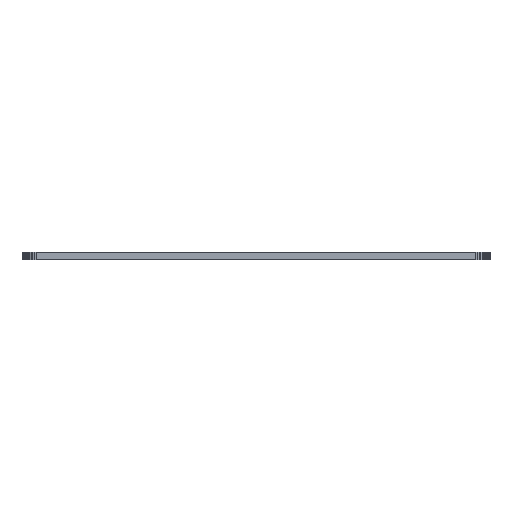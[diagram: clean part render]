
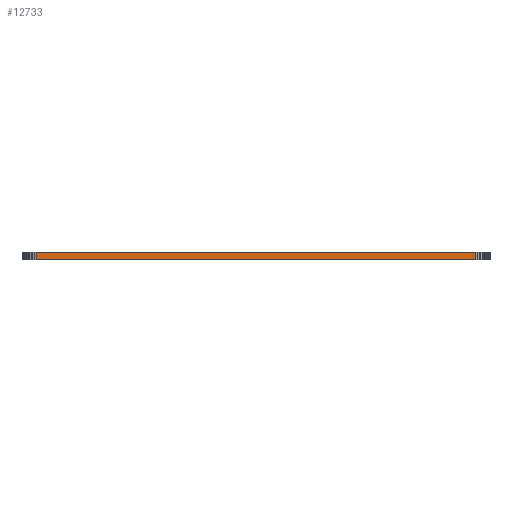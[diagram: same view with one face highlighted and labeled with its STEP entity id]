
A CAD part, left-side view. The second image highlights one B-rep face of the part: STEP entity #12733.
In plain terms, the highlighted planar face has unit normal (-1, 0, 0).
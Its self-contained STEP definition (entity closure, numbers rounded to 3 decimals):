
#90 = PLANE('',#91);
#91 = AXIS2_PLACEMENT_3D('',#92,#93,#94);
#92 = CARTESIAN_POINT('',(151.765,-84.455,1.58));
#93 = DIRECTION('',(-0.,-0.,-1.));
#94 = DIRECTION('',(-1.,0.,0.));
#144 = PLANE('',#145);
#145 = AXIS2_PLACEMENT_3D('',#146,#147,#148);
#146 = CARTESIAN_POINT('',(151.765,-84.455,0.));
#147 = DIRECTION('',(-0.,-0.,-1.));
#148 = DIRECTION('',(-1.,0.,0.));
#1429 = VERTEX_POINT('',#1430);
#1430 = CARTESIAN_POINT('',(110.49,-133.985,0.));
#1444 = PLANE('',#1445);
#1445 = AXIS2_PLACEMENT_3D('',#1446,#1447,#1448);
#1446 = CARTESIAN_POINT('',(110.51,-134.34,0.));
#1447 = DIRECTION('',(-0.998,-0.056,0.));
#1448 = DIRECTION('',(-0.056,0.998,0.));
#1456 = EDGE_CURVE('',#1429,#1457,#1459,.T.);
#1457 = VERTEX_POINT('',#1458);
#1458 = CARTESIAN_POINT('',(110.49,-34.925,0.));
#1459 = SURFACE_CURVE('',#1460,(#1464,#1471),.PCURVE_S1.);
#1460 = LINE('',#1461,#1462);
#1461 = CARTESIAN_POINT('',(110.49,-133.985,0.));
#1462 = VECTOR('',#1463,1.);
#1463 = DIRECTION('',(0.,1.,0.));
#1464 = PCURVE('',#144,#1465);
#1465 = DEFINITIONAL_REPRESENTATION('',(#1466),#1470);
#1466 = LINE('',#1467,#1468);
#1467 = CARTESIAN_POINT('',(41.275,-49.53));
#1468 = VECTOR('',#1469,1.);
#1469 = DIRECTION('',(0.,1.));
#1470 = ( GEOMETRIC_REPRESENTATION_CONTEXT(2) 
PARAMETRIC_REPRESENTATION_CONTEXT() REPRESENTATION_CONTEXT('2D SPACE',''
  ) );
#1471 = PCURVE('',#1472,#1477);
#1472 = PLANE('',#1473);
#1473 = AXIS2_PLACEMENT_3D('',#1474,#1475,#1476);
#1474 = CARTESIAN_POINT('',(110.49,-133.985,0.));
#1475 = DIRECTION('',(-1.,0.,0.));
#1476 = DIRECTION('',(0.,1.,0.));
#1477 = DEFINITIONAL_REPRESENTATION('',(#1478),#1482);
#1478 = LINE('',#1479,#1480);
#1479 = CARTESIAN_POINT('',(0.,0.));
#1480 = VECTOR('',#1481,1.);
#1481 = DIRECTION('',(1.,0.));
#1482 = ( GEOMETRIC_REPRESENTATION_CONTEXT(2) 
PARAMETRIC_REPRESENTATION_CONTEXT() REPRESENTATION_CONTEXT('2D SPACE',''
  ) );
#1500 = PLANE('',#1501);
#1501 = AXIS2_PLACEMENT_3D('',#1502,#1503,#1504);
#1502 = CARTESIAN_POINT('',(110.49,-34.925,0.));
#1503 = DIRECTION('',(-0.998,0.056,0.));
#1504 = DIRECTION('',(0.056,0.998,0.));
#7557 = VERTEX_POINT('',#7558);
#7558 = CARTESIAN_POINT('',(110.49,-133.985,1.58));
#7579 = EDGE_CURVE('',#7557,#7580,#7582,.T.);
#7580 = VERTEX_POINT('',#7581);
#7581 = CARTESIAN_POINT('',(110.49,-34.925,1.58));
#7582 = SURFACE_CURVE('',#7583,(#7587,#7594),.PCURVE_S1.);
#7583 = LINE('',#7584,#7585);
#7584 = CARTESIAN_POINT('',(110.49,-133.985,1.58));
#7585 = VECTOR('',#7586,1.);
#7586 = DIRECTION('',(0.,1.,0.));
#7587 = PCURVE('',#90,#7588);
#7588 = DEFINITIONAL_REPRESENTATION('',(#7589),#7593);
#7589 = LINE('',#7590,#7591);
#7590 = CARTESIAN_POINT('',(41.275,-49.53));
#7591 = VECTOR('',#7592,1.);
#7592 = DIRECTION('',(0.,1.));
#7593 = ( GEOMETRIC_REPRESENTATION_CONTEXT(2) 
PARAMETRIC_REPRESENTATION_CONTEXT() REPRESENTATION_CONTEXT('2D SPACE',''
  ) );
#7594 = PCURVE('',#1472,#7595);
#7595 = DEFINITIONAL_REPRESENTATION('',(#7596),#7600);
#7596 = LINE('',#7597,#7598);
#7597 = CARTESIAN_POINT('',(0.,-1.58));
#7598 = VECTOR('',#7599,1.);
#7599 = DIRECTION('',(1.,0.));
#7600 = ( GEOMETRIC_REPRESENTATION_CONTEXT(2) 
PARAMETRIC_REPRESENTATION_CONTEXT() REPRESENTATION_CONTEXT('2D SPACE',''
  ) );
#12683 = EDGE_CURVE('',#1457,#7580,#12684,.T.);
#12684 = SURFACE_CURVE('',#12685,(#12689,#12696),.PCURVE_S1.);
#12685 = LINE('',#12686,#12687);
#12686 = CARTESIAN_POINT('',(110.49,-34.925,0.));
#12687 = VECTOR('',#12688,1.);
#12688 = DIRECTION('',(0.,0.,1.));
#12689 = PCURVE('',#1500,#12690);
#12690 = DEFINITIONAL_REPRESENTATION('',(#12691),#12695);
#12691 = LINE('',#12692,#12693);
#12692 = CARTESIAN_POINT('',(0.,0.));
#12693 = VECTOR('',#12694,1.);
#12694 = DIRECTION('',(0.,-1.));
#12695 = ( GEOMETRIC_REPRESENTATION_CONTEXT(2) 
PARAMETRIC_REPRESENTATION_CONTEXT() REPRESENTATION_CONTEXT('2D SPACE',''
  ) );
#12696 = PCURVE('',#1472,#12697);
#12697 = DEFINITIONAL_REPRESENTATION('',(#12698),#12702);
#12698 = LINE('',#12699,#12700);
#12699 = CARTESIAN_POINT('',(99.06,0.));
#12700 = VECTOR('',#12701,1.);
#12701 = DIRECTION('',(0.,-1.));
#12702 = ( GEOMETRIC_REPRESENTATION_CONTEXT(2) 
PARAMETRIC_REPRESENTATION_CONTEXT() REPRESENTATION_CONTEXT('2D SPACE',''
  ) );
#12733 = ADVANCED_FACE('',(#12734),#1472,.T.);
#12734 = FACE_BOUND('',#12735,.T.);
#12735 = EDGE_LOOP('',(#12736,#12757,#12758,#12759));
#12736 = ORIENTED_EDGE('',*,*,#12737,.T.);
#12737 = EDGE_CURVE('',#1429,#7557,#12738,.T.);
#12738 = SURFACE_CURVE('',#12739,(#12743,#12750),.PCURVE_S1.);
#12739 = LINE('',#12740,#12741);
#12740 = CARTESIAN_POINT('',(110.49,-133.985,0.));
#12741 = VECTOR('',#12742,1.);
#12742 = DIRECTION('',(0.,0.,1.));
#12743 = PCURVE('',#1472,#12744);
#12744 = DEFINITIONAL_REPRESENTATION('',(#12745),#12749);
#12745 = LINE('',#12746,#12747);
#12746 = CARTESIAN_POINT('',(0.,0.));
#12747 = VECTOR('',#12748,1.);
#12748 = DIRECTION('',(0.,-1.));
#12749 = ( GEOMETRIC_REPRESENTATION_CONTEXT(2) 
PARAMETRIC_REPRESENTATION_CONTEXT() REPRESENTATION_CONTEXT('2D SPACE',''
  ) );
#12750 = PCURVE('',#1444,#12751);
#12751 = DEFINITIONAL_REPRESENTATION('',(#12752),#12756);
#12752 = LINE('',#12753,#12754);
#12753 = CARTESIAN_POINT('',(0.356,0.));
#12754 = VECTOR('',#12755,1.);
#12755 = DIRECTION('',(0.,-1.));
#12756 = ( GEOMETRIC_REPRESENTATION_CONTEXT(2) 
PARAMETRIC_REPRESENTATION_CONTEXT() REPRESENTATION_CONTEXT('2D SPACE',''
  ) );
#12757 = ORIENTED_EDGE('',*,*,#7579,.T.);
#12758 = ORIENTED_EDGE('',*,*,#12683,.F.);
#12759 = ORIENTED_EDGE('',*,*,#1456,.F.);
